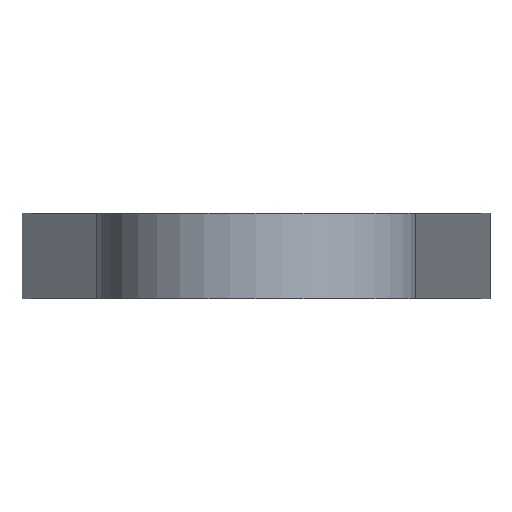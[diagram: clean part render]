
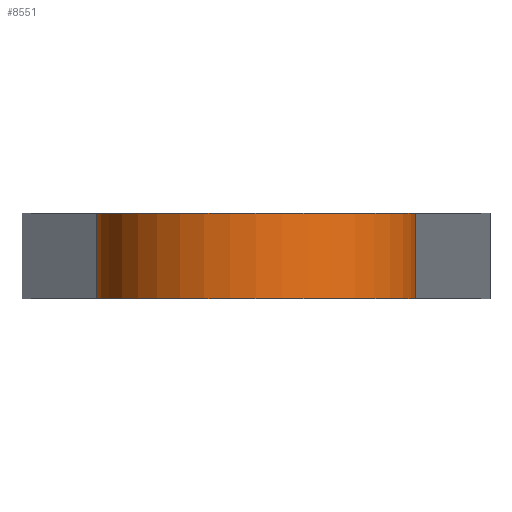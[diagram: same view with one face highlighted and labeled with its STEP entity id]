
A CAD part, left-side view. The second image highlights one B-rep face of the part: STEP entity #8551.
In plain terms, the highlighted cylindrical face has radius 18.677 mm (diameter 37.354 mm), a partial arc.
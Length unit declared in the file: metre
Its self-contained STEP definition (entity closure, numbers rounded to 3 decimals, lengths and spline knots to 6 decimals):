
#68=CIRCLE('',#9071,0.018677);
#69=CIRCLE('',#9072,0.018677);
#544=CYLINDRICAL_SURFACE('',#9070,0.018677);
#1060=ORIENTED_EDGE('',*,*,#3748,.T.);
#1061=ORIENTED_EDGE('',*,*,#3749,.F.);
#1062=ORIENTED_EDGE('',*,*,#3750,.F.);
#1063=ORIENTED_EDGE('',*,*,#3751,.T.);
#3748=EDGE_CURVE('',#5092,#5093,#68,.T.);
#3749=EDGE_CURVE('',#5094,#5093,#5932,.T.);
#3750=EDGE_CURVE('',#5095,#5094,#69,.T.);
#3751=EDGE_CURVE('',#5095,#5092,#5933,.T.);
#5092=VERTEX_POINT('',#13305);
#5093=VERTEX_POINT('',#13306);
#5094=VERTEX_POINT('',#13308);
#5095=VERTEX_POINT('',#13310);
#5932=LINE('',#13307,#6772);
#5933=LINE('',#13311,#6773);
#6772=VECTOR('',#10395,1.);
#6773=VECTOR('',#10398,1.);
#7449=EDGE_LOOP('',(#1060,#1061,#1062,#1063));
#7901=FACE_BOUND('',#7449,.T.);
#8551=ADVANCED_FACE('',(#7901),#544,.T.);
#9070=AXIS2_PLACEMENT_3D('',#13303,#10391,#10392);
#9071=AXIS2_PLACEMENT_3D('',#13304,#10393,#10394);
#9072=AXIS2_PLACEMENT_3D('',#13309,#10396,#10397);
#10391=DIRECTION('',(0.,0.,-1.));
#10392=DIRECTION('',(-1.,0.,0.));
#10393=DIRECTION('',(0.,0.,1.));
#10394=DIRECTION('',(1.,0.,0.));
#10395=DIRECTION('',(0.,0.,-1.));
#10396=DIRECTION('',(0.,0.,1.));
#10397=DIRECTION('',(1.,0.,0.));
#10398=DIRECTION('',(0.,0.,-1.));
#13303=CARTESIAN_POINT('',(0.,0.,
0.01));
#13304=CARTESIAN_POINT('',(0.,0.,
0.));
#13305=CARTESIAN_POINT('',(-0.00141,0.018624,0.));
#13306=CARTESIAN_POINT('',(-0.00141,-0.018624,0.));
#13307=CARTESIAN_POINT('',(-0.00141,-0.018624,0.01));
#13308=CARTESIAN_POINT('',(-0.00141,-0.018624,0.01));
#13309=CARTESIAN_POINT('',(0.,0.,
0.01));
#13310=CARTESIAN_POINT('',(-0.00141,0.018624,0.01));
#13311=CARTESIAN_POINT('',(-0.00141,0.018624,0.01));
